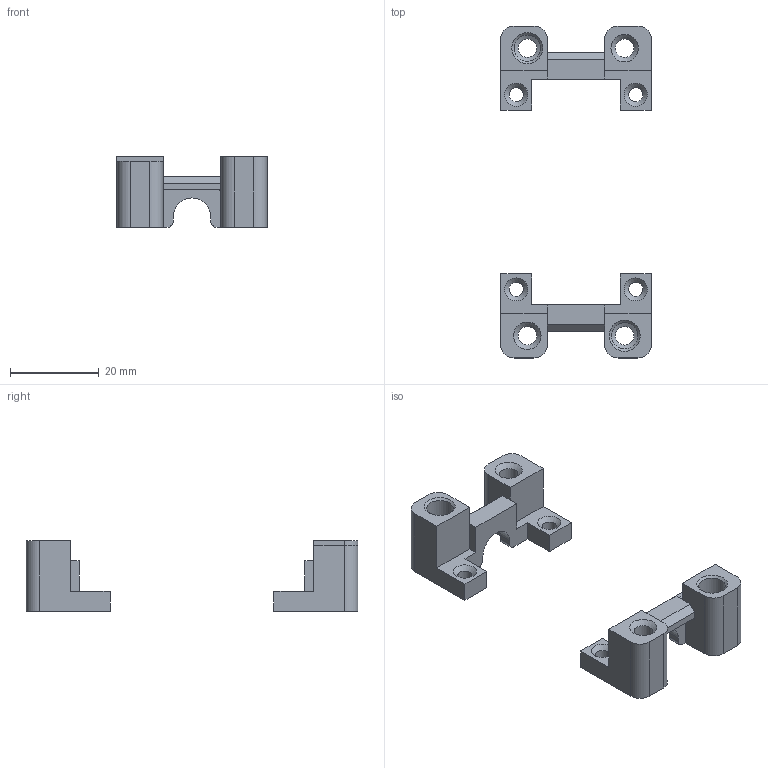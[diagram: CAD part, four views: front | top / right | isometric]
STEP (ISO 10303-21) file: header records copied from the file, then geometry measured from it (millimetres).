
FILE_DESCRIPTION(/* description */ (''),/* implementation_level */ '2;1');
FILE_NAME(/* name */ '100094958ugm000_b.stp',/* time_stamp */ '2019-03-26T13:09:14+01:00',/* author */ (''),/* organization */ (''),/* preprocessor_version */ 'ST-DEVELOPER v16.7',/* originating_system */ 'SIEMENS PLM Software NX 12.0',/* authorisation */ '');
FILE_SCHEMA (('AUTOMOTIVE_DESIGN { 1 0 10303 214 3 1 1 1 }'));
Length unit declared in the file: millimetre
Products named in the file (1): 100094958ugm000_b
Bounding box: 34 x 75 x 16 mm (x, y, z)
Volume: 6693.3 mm3; surface area: 5709.3 mm2
Topology: 2 solids, 2 shells, 105 faces, 385 edges, 483 vertices
Faces by surface type: plane 56, cylinder 29, cone 20
Full cylindrical faces by diameter (mm): 3.2 x4, 4.2 x4, 6 x4
Entity records: 4558 total; most frequent: CARTESIAN_POINT 726, DIRECTION 639, ORIENTED_EDGE 486, LINE 271, VECTOR 271, EDGE_CURVE 243, STYLED_ITEM 205, PRESENTATION_STYLE_ASSIGNMENT 205
